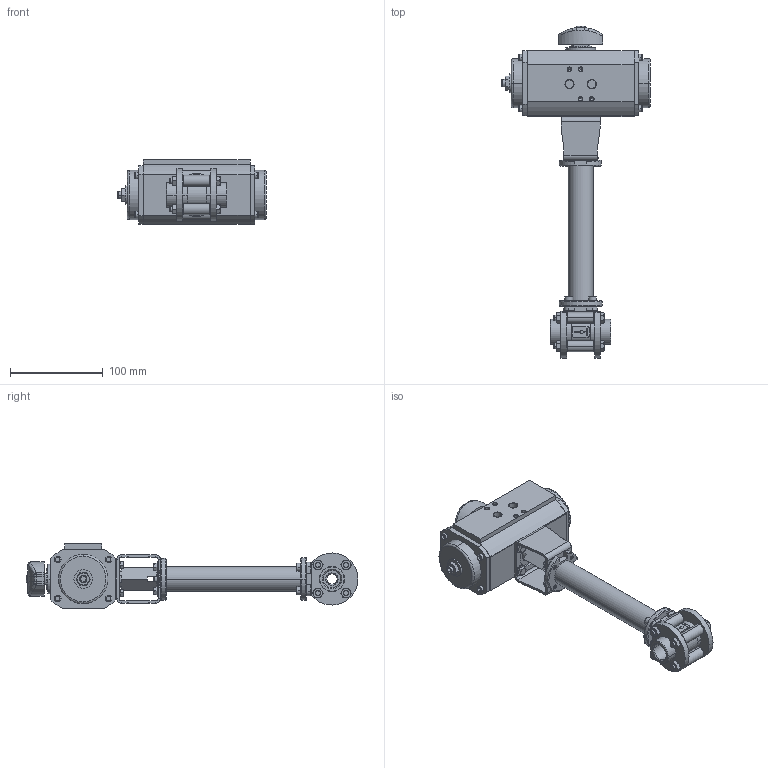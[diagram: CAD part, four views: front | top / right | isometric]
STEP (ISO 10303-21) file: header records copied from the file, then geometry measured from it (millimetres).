
FILE_DESCRIPTION((''),'2;1');
FILE_NAME('PY4LBWNI012_CYMM_IGES_ASM','2023-06-01T12:08:20',('ENE'),('MECA-INOX'),'CREO PARAMETRIC BY PTC INC, 2022364','CREO PARAMETRIC BY PTC INC, 2022364','');
FILE_SCHEMA(('CONFIG_CONTROL_DESIGN'));
Length unit declared in the file: millimetre
Products named in the file (14): 041003FP4NICYMO_LP_IGES; LTGVI415; 241030_F04I; 241029_C11I; 5RMN05_____A2; 5TH05-010__A2; 5TH05-008__A2; KPNI410_0411_ASM; TRUTORQ_CORPS_TDA-TSR3; TRUTORQ_FLASQUE_TDA-TSR3_D; TRUTORQ_FLASQUE_TDA-TSR3_G; TRUTORQ_IND_T3-T5; 2TRUTORQ_TDA-TRS3_IND_ASM; PY4LBWNI012_CYMM_IGES_ASM
Assembly tree (27 placements, depth 3):
  PY4LBWNI012_CYMM_IGES_ASM
    041003FP4NICYMO_LP_IGES
    LTGVI415  x2
    KPNI410_0411_ASM
      241030_F04I
      241029_C11I
      5RMN05_____A2  x8
      5TH05-010__A2  x4
      5TH05-008__A2  x4
    2TRUTORQ_TDA-TRS3_IND_ASM
      TRUTORQ_CORPS_TDA-TSR3
      TRUTORQ_FLASQUE_TDA-TSR3_D
      TRUTORQ_FLASQUE_TDA-TSR3_G
      TRUTORQ_IND_T3-T5
Bounding box: 159.5 x 357.08 x 69.5 mm (x, y, z)
Volume: 833270.2 mm3; surface area: 154960.4 mm2
Topology: 25 solids, 50 shells, 1518 faces, 3575 edges, 2206 vertices
Faces by surface type: plane 609, cylinder 483, cone 284, torus 96, bspline 24, sphere 22
Entity records: 38643 total; most frequent: CARTESIAN_POINT 8810, DIRECTION 6451, ORIENTED_EDGE 5926, EDGE_CURVE 2995, AXIS2_PLACEMENT_3D 2490, VERTEX_POINT 1874, VECTOR 1471, LINE 1471
